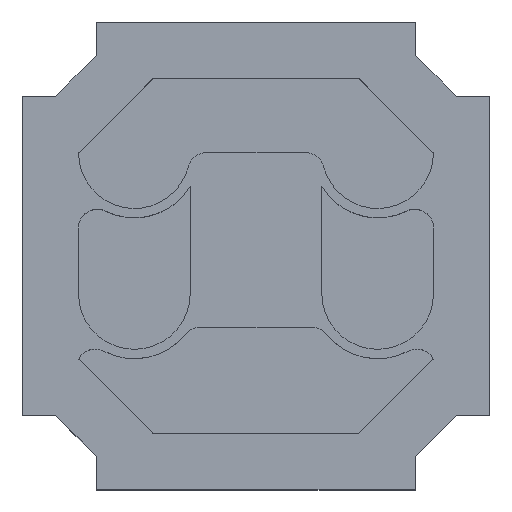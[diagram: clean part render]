
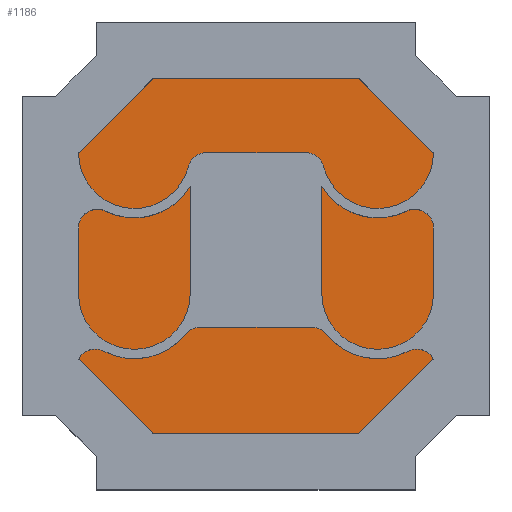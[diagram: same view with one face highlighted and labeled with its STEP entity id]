
A CAD part, top view. The second image highlights one B-rep face of the part: STEP entity #1186.
In plain terms, the highlighted planar face has unit normal (0, 0, 1).
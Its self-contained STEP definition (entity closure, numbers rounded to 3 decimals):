
#60=PLANE('',#1300);
#118=FACE_OUTER_BOUND('',#182,.T.);
#182=EDGE_LOOP('',(#1066,#1067,#1068,#1069,#1070,#1071,#1072,#1073,#1074,
#1075,#1076,#1077,#1078,#1079,#1080,#1081));
#206=LINE('',#1696,#340);
#232=LINE('',#1789,#366);
#235=LINE('',#1795,#369);
#238=LINE('',#1801,#372);
#241=LINE('',#1807,#375);
#244=LINE('',#1813,#378);
#247=LINE('',#1819,#381);
#250=LINE('',#1825,#384);
#253=LINE('',#1830,#387);
#256=LINE('',#1835,#390);
#259=LINE('',#1841,#393);
#262=LINE('',#1847,#396);
#265=LINE('',#1853,#399);
#268=LINE('',#1859,#402);
#271=LINE('',#1865,#405);
#274=LINE('',#1870,#408);
#340=VECTOR('',#1368,10.);
#366=VECTOR('',#1472,10.);
#369=VECTOR('',#1477,10.);
#372=VECTOR('',#1482,10.);
#375=VECTOR('',#1487,10.);
#378=VECTOR('',#1492,10.);
#381=VECTOR('',#1497,10.);
#384=VECTOR('',#1502,10.);
#387=VECTOR('',#1507,10.);
#390=VECTOR('',#1512,10.);
#393=VECTOR('',#1517,10.);
#396=VECTOR('',#1522,10.);
#399=VECTOR('',#1527,10.);
#402=VECTOR('',#1532,10.);
#405=VECTOR('',#1537,10.);
#408=VECTOR('',#1542,10.);
#519=VERTEX_POINT('',#1693);
#520=VERTEX_POINT('',#1695);
#548=VERTEX_POINT('',#1788);
#550=VERTEX_POINT('',#1794);
#552=VERTEX_POINT('',#1800);
#554=VERTEX_POINT('',#1806);
#556=VERTEX_POINT('',#1812);
#558=VERTEX_POINT('',#1818);
#560=VERTEX_POINT('',#1824);
#561=VERTEX_POINT('',#1829);
#562=VERTEX_POINT('',#1834);
#564=VERTEX_POINT('',#1840);
#566=VERTEX_POINT('',#1846);
#568=VERTEX_POINT('',#1852);
#570=VERTEX_POINT('',#1858);
#572=VERTEX_POINT('',#1864);
#636=EDGE_CURVE('',#520,#519,#206,.T.);
#684=EDGE_CURVE('',#548,#520,#232,.T.);
#687=EDGE_CURVE('',#550,#548,#235,.T.);
#690=EDGE_CURVE('',#552,#550,#238,.T.);
#693=EDGE_CURVE('',#554,#552,#241,.T.);
#696=EDGE_CURVE('',#556,#554,#244,.T.);
#699=EDGE_CURVE('',#558,#556,#247,.T.);
#702=EDGE_CURVE('',#560,#558,#250,.T.);
#705=EDGE_CURVE('',#561,#560,#253,.T.);
#708=EDGE_CURVE('',#562,#561,#256,.T.);
#711=EDGE_CURVE('',#564,#562,#259,.T.);
#714=EDGE_CURVE('',#566,#564,#262,.T.);
#717=EDGE_CURVE('',#568,#566,#265,.T.);
#720=EDGE_CURVE('',#570,#568,#268,.T.);
#723=EDGE_CURVE('',#572,#570,#271,.T.);
#726=EDGE_CURVE('',#519,#572,#274,.T.);
#1066=ORIENTED_EDGE('',*,*,#684,.T.);
#1067=ORIENTED_EDGE('',*,*,#636,.T.);
#1068=ORIENTED_EDGE('',*,*,#726,.T.);
#1069=ORIENTED_EDGE('',*,*,#723,.T.);
#1070=ORIENTED_EDGE('',*,*,#720,.T.);
#1071=ORIENTED_EDGE('',*,*,#717,.T.);
#1072=ORIENTED_EDGE('',*,*,#714,.T.);
#1073=ORIENTED_EDGE('',*,*,#711,.T.);
#1074=ORIENTED_EDGE('',*,*,#708,.T.);
#1075=ORIENTED_EDGE('',*,*,#705,.T.);
#1076=ORIENTED_EDGE('',*,*,#702,.T.);
#1077=ORIENTED_EDGE('',*,*,#699,.T.);
#1078=ORIENTED_EDGE('',*,*,#696,.T.);
#1079=ORIENTED_EDGE('',*,*,#693,.T.);
#1080=ORIENTED_EDGE('',*,*,#690,.T.);
#1081=ORIENTED_EDGE('',*,*,#687,.T.);
#1186=ADVANCED_FACE('',(#118),#60,.T.);
#1300=AXIS2_PLACEMENT_3D('',#1961,#1614,#1615);
#1368=DIRECTION('',(0.,1.,0.));
#1472=DIRECTION('',(1.,0.,0.));
#1477=DIRECTION('',(0.707,0.707,0.));
#1482=DIRECTION('',(0.,1.,0.));
#1487=DIRECTION('',(1.,0.,0.));
#1492=DIRECTION('',(0.,-1.,0.));
#1497=DIRECTION('',(0.707,-0.707,0.));
#1502=DIRECTION('',(1.,0.,0.));
#1507=DIRECTION('',(0.,-1.,0.));
#1512=DIRECTION('',(-1.,0.,0.));
#1517=DIRECTION('',(-0.707,-0.707,0.));
#1522=DIRECTION('',(0.,-1.,0.));
#1527=DIRECTION('',(-1.,0.,0.));
#1532=DIRECTION('',(0.,1.,0.));
#1537=DIRECTION('',(-0.707,0.707,0.));
#1542=DIRECTION('',(-1.,0.,0.));
#1614=DIRECTION('center_axis',(0.,0.,1.));
#1615=DIRECTION('ref_axis',(1.,0.,0.));
#1693=CARTESIAN_POINT('',(-2.03,31.93,15.));
#1695=CARTESIAN_POINT('',(-2.03,9.93,15.));
#1696=CARTESIAN_POINT('',(-2.03,15.43,15.));
#1788=CARTESIAN_POINT('',(-2.09,9.93,15.));
#1789=CARTESIAN_POINT('',(-11.51,9.93,15.));
#1794=CARTESIAN_POINT('',(-9.971,2.049,15.));
#1795=CARTESIAN_POINT('',(-7.991,4.029,15.));
#1800=CARTESIAN_POINT('',(-9.971,2.03,15.));
#1801=CARTESIAN_POINT('',(-9.971,11.48,15.));
#1806=CARTESIAN_POINT('',(-31.93,2.03,15.));
#1807=CARTESIAN_POINT('',(-26.43,2.03,15.));
#1812=CARTESIAN_POINT('',(-31.93,2.09,15.));
#1813=CARTESIAN_POINT('',(-31.93,11.51,15.));
#1818=CARTESIAN_POINT('',(-39.77,9.93,15.));
#1819=CARTESIAN_POINT('',(-37.81,7.97,15.));
#1824=CARTESIAN_POINT('',(-39.83,9.93,15.));
#1825=CARTESIAN_POINT('',(-30.38,9.93,15.));
#1829=CARTESIAN_POINT('',(-39.83,31.93,15.));
#1830=CARTESIAN_POINT('',(-39.83,26.43,15.));
#1834=CARTESIAN_POINT('',(-39.77,31.93,15.));
#1835=CARTESIAN_POINT('',(-30.35,31.93,15.));
#1840=CARTESIAN_POINT('',(-31.93,39.77,15.));
#1841=CARTESIAN_POINT('',(-33.89,37.81,15.));
#1846=CARTESIAN_POINT('',(-31.93,39.83,15.));
#1847=CARTESIAN_POINT('',(-31.93,30.38,15.));
#1852=CARTESIAN_POINT('',(-9.93,39.83,15.));
#1853=CARTESIAN_POINT('',(-15.43,39.83,15.));
#1858=CARTESIAN_POINT('',(-9.93,39.77,15.));
#1859=CARTESIAN_POINT('',(-9.93,30.35,15.));
#1864=CARTESIAN_POINT('',(-2.09,31.93,15.));
#1865=CARTESIAN_POINT('',(-4.05,33.89,15.));
#1870=CARTESIAN_POINT('',(-11.48,31.93,15.));
#1961=CARTESIAN_POINT('Origin',(-20.93,20.93,15.));
